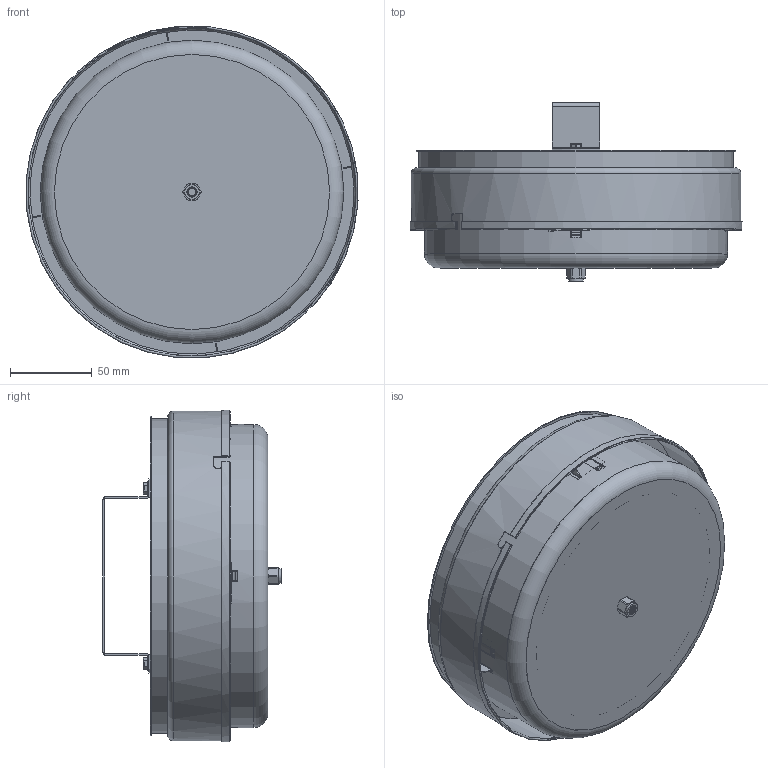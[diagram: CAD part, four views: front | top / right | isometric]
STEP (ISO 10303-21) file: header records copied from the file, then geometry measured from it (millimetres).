
FILE_DESCRIPTION((''),'2;1');
FILE_NAME('HRL-2-200.stp','2014-02-20T11:27:41',(''),(''),'Autodesk Inventor 2013','Autodesk Inventor 2013','');
FILE_SCHEMA(('AUTOMOTIVE_DESIGN { 1 2 10303 214 0 1 1 1 }'));
Length unit declared in the file: millimetre
Products named in the file (12): HRL-2-200; FD10006; Handtag-100; DIN 933 - replaced by DIN EN 24017 M6  x 65; 999656; 999664; 126026_MedHål; 999174; 999182; 999220_Ø180; 116012; 999301-200
Assembly tree (15 placements, depth 2):
  HRL-2-200
    FD10006
    Handtag-100
    DIN 933 - replaced by DIN EN 24017 M6  x 65
    999656
    999664  x2
    126026_MedHål
    999174
    999182
    999220_Ø180
    116012
    999301-200  x4
Bounding box: 202.69 x 108.7 x 202.4 mm (x, y, z)
Volume: 1926902.3 mm3; surface area: 494194.5 mm2
Topology: 15 solids, 15 shells, 526 faces, 1229 edges, 730 vertices
Faces by surface type: plane 265, cylinder 132, torus 66, cone 47, bspline 16
Full cylindrical faces by diameter (mm): 2 x1, 4 x2, 4.917 x6, 5.1 x2, 5.459 x1, 6 x1, 6.072 x1, 8.4 x2, 8.7 x1, 8.863 x1, 180 x1, 183.8 x1, 185 x1, 192 x1, 195 x1, 198 x1, 200.35 x1, 201.35 x1
Entity records: 12469 total; most frequent: CARTESIAN_POINT 3807, DIRECTION 1807, ORIENTED_EDGE 1572, EDGE_CURVE 786, AXIS2_PLACEMENT_3D 729, VERTEX_POINT 502, EDGE_LOOP 452, FACE_OUTER_BOUND 362
